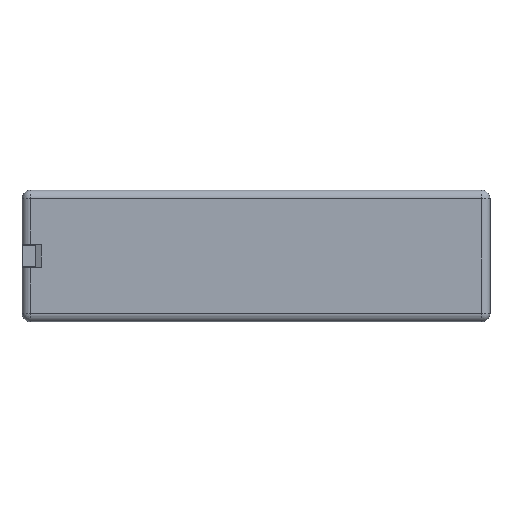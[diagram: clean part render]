
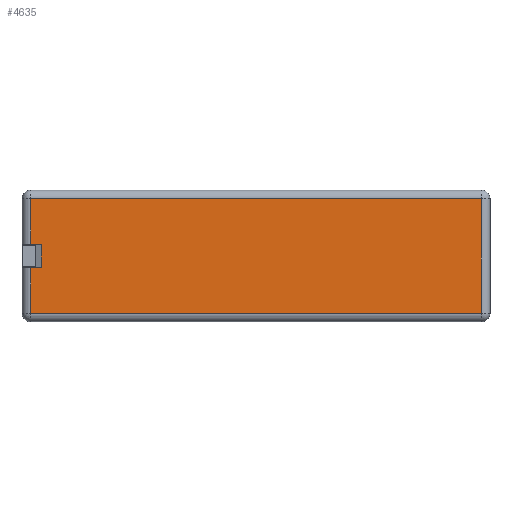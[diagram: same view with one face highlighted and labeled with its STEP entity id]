
A CAD part, top view. The second image highlights one B-rep face of the part: STEP entity #4635.
In plain terms, the highlighted planar face has unit normal (0, 0, 1).
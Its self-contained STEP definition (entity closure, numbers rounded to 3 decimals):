
#307 = PLANE('',#308);
#308 = AXIS2_PLACEMENT_3D('',#309,#310,#311);
#309 = CARTESIAN_POINT('',(-54.5,2.75,0.));
#310 = DIRECTION('',(0.,1.,0.));
#311 = DIRECTION('',(1.,0.,0.));
#335 = PLANE('',#336);
#336 = AXIS2_PLACEMENT_3D('',#337,#338,#339);
#337 = CARTESIAN_POINT('',(-50.,2.75,0.));
#338 = DIRECTION('',(1.,0.,0.));
#339 = DIRECTION('',(0.,-1.,0.));
#363 = PLANE('',#364);
#364 = AXIS2_PLACEMENT_3D('',#365,#366,#367);
#365 = CARTESIAN_POINT('',(-50.,0.,0.));
#366 = DIRECTION('',(1.,0.,0.));
#367 = DIRECTION('',(0.,-1.,0.));
#391 = PLANE('',#392);
#392 = AXIS2_PLACEMENT_3D('',#393,#394,#395);
#393 = CARTESIAN_POINT('',(-50.,-2.75,0.));
#394 = DIRECTION('',(0.,-1.,0.));
#395 = DIRECTION('',(-1.,0.,0.));
#2167 = CYLINDRICAL_SURFACE('',#2168,1.98);
#2168 = AXIS2_PLACEMENT_3D('',#2169,#2170,#2171);
#2169 = CARTESIAN_POINT('',(-52.52,13.37,0.02));
#2170 = DIRECTION('',(1.,0.,0.));
#2171 = DIRECTION('',(0.,1.,0.));
#2241 = CYLINDRICAL_SURFACE('',#2242,1.98);
#2242 = AXIS2_PLACEMENT_3D('',#2243,#2244,#2245);
#2243 = CARTESIAN_POINT('',(-52.52,2.75,0.02));
#2244 = DIRECTION('',(0.,1.,0.));
#2245 = DIRECTION('',(-1.,0.,0.));
#2315 = VERTEX_POINT('',#2316);
#2316 = CARTESIAN_POINT('',(-52.52,2.75,2.));
#2338 = EDGE_CURVE('',#2315,#2339,#2341,.T.);
#2339 = VERTEX_POINT('',#2340);
#2340 = CARTESIAN_POINT('',(-50.,2.75,2.));
#2341 = SURFACE_CURVE('',#2342,(#2346,#2353),.PCURVE_S1.);
#2342 = LINE('',#2343,#2344);
#2343 = CARTESIAN_POINT('',(-54.5,2.75,2.));
#2344 = VECTOR('',#2345,1.);
#2345 = DIRECTION('',(1.,0.,0.));
#2346 = PCURVE('',#307,#2347);
#2347 = DEFINITIONAL_REPRESENTATION('',(#2348),#2352);
#2348 = LINE('',#2349,#2350);
#2349 = CARTESIAN_POINT('',(0.,-2.));
#2350 = VECTOR('',#2351,1.);
#2351 = DIRECTION('',(1.,0.));
#2352 = ( GEOMETRIC_REPRESENTATION_CONTEXT(2) 
PARAMETRIC_REPRESENTATION_CONTEXT() REPRESENTATION_CONTEXT('2D SPACE',''
  ) );
#2353 = PCURVE('',#2354,#2359);
#2354 = PLANE('',#2355);
#2355 = AXIS2_PLACEMENT_3D('',#2356,#2357,#2358);
#2356 = CARTESIAN_POINT('',(-1.564,0.,2.));
#2357 = DIRECTION('',(0.,0.,1.));
#2358 = DIRECTION('',(1.,0.,0.));
#2359 = DEFINITIONAL_REPRESENTATION('',(#2360),#2364);
#2360 = LINE('',#2361,#2362);
#2361 = CARTESIAN_POINT('',(-52.936,2.75));
#2362 = VECTOR('',#2363,1.);
#2363 = DIRECTION('',(1.,0.));
#2364 = ( GEOMETRIC_REPRESENTATION_CONTEXT(2) 
PARAMETRIC_REPRESENTATION_CONTEXT() REPRESENTATION_CONTEXT('2D SPACE',''
  ) );
#2408 = CYLINDRICAL_SURFACE('',#2409,1.98);
#2409 = AXIS2_PLACEMENT_3D('',#2410,#2411,#2412);
#2410 = CARTESIAN_POINT('',(52.52,13.37,0.02));
#2411 = DIRECTION('',(0.,-1.,0.));
#2412 = DIRECTION('',(1.,0.,0.));
#2446 = EDGE_CURVE('',#2339,#2447,#2449,.T.);
#2447 = VERTEX_POINT('',#2448);
#2448 = CARTESIAN_POINT('',(-50.,0.,2.));
#2449 = SURFACE_CURVE('',#2450,(#2454,#2461),.PCURVE_S1.);
#2450 = LINE('',#2451,#2452);
#2451 = CARTESIAN_POINT('',(-50.,2.75,2.));
#2452 = VECTOR('',#2453,1.);
#2453 = DIRECTION('',(0.,-1.,0.));
#2454 = PCURVE('',#335,#2455);
#2455 = DEFINITIONAL_REPRESENTATION('',(#2456),#2460);
#2456 = LINE('',#2457,#2458);
#2457 = CARTESIAN_POINT('',(0.,-2.));
#2458 = VECTOR('',#2459,1.);
#2459 = DIRECTION('',(1.,0.));
#2460 = ( GEOMETRIC_REPRESENTATION_CONTEXT(2) 
PARAMETRIC_REPRESENTATION_CONTEXT() REPRESENTATION_CONTEXT('2D SPACE',''
  ) );
#2461 = PCURVE('',#2354,#2462);
#2462 = DEFINITIONAL_REPRESENTATION('',(#2463),#2467);
#2463 = LINE('',#2464,#2465);
#2464 = CARTESIAN_POINT('',(-48.436,2.75));
#2465 = VECTOR('',#2466,1.);
#2466 = DIRECTION('',(0.,-1.));
#2467 = ( GEOMETRIC_REPRESENTATION_CONTEXT(2) 
PARAMETRIC_REPRESENTATION_CONTEXT() REPRESENTATION_CONTEXT('2D SPACE',''
  ) );
#2550 = EDGE_CURVE('',#2447,#2551,#2553,.T.);
#2551 = VERTEX_POINT('',#2552);
#2552 = CARTESIAN_POINT('',(-50.,-2.75,2.));
#2553 = SURFACE_CURVE('',#2554,(#2558,#2565),.PCURVE_S1.);
#2554 = LINE('',#2555,#2556);
#2555 = CARTESIAN_POINT('',(-50.,0.,2.));
#2556 = VECTOR('',#2557,1.);
#2557 = DIRECTION('',(0.,-1.,0.));
#2558 = PCURVE('',#363,#2559);
#2559 = DEFINITIONAL_REPRESENTATION('',(#2560),#2564);
#2560 = LINE('',#2561,#2562);
#2561 = CARTESIAN_POINT('',(0.,-2.));
#2562 = VECTOR('',#2563,1.);
#2563 = DIRECTION('',(1.,0.));
#2564 = ( GEOMETRIC_REPRESENTATION_CONTEXT(2) 
PARAMETRIC_REPRESENTATION_CONTEXT() REPRESENTATION_CONTEXT('2D SPACE',''
  ) );
#2565 = PCURVE('',#2354,#2566);
#2566 = DEFINITIONAL_REPRESENTATION('',(#2567),#2571);
#2567 = LINE('',#2568,#2569);
#2568 = CARTESIAN_POINT('',(-48.436,0.));
#2569 = VECTOR('',#2570,1.);
#2570 = DIRECTION('',(0.,-1.));
#2571 = ( GEOMETRIC_REPRESENTATION_CONTEXT(2) 
PARAMETRIC_REPRESENTATION_CONTEXT() REPRESENTATION_CONTEXT('2D SPACE',''
  ) );
#2615 = CYLINDRICAL_SURFACE('',#2616,1.98);
#2616 = AXIS2_PLACEMENT_3D('',#2617,#2618,#2619);
#2617 = CARTESIAN_POINT('',(52.52,-13.37,0.02));
#2618 = DIRECTION('',(-1.,0.,0.));
#2619 = DIRECTION('',(0.,-1.,0.));
#2677 = EDGE_CURVE('',#2551,#2678,#2680,.T.);
#2678 = VERTEX_POINT('',#2679);
#2679 = CARTESIAN_POINT('',(-52.52,-2.75,2.));
#2680 = SURFACE_CURVE('',#2681,(#2685,#2692),.PCURVE_S1.);
#2681 = LINE('',#2682,#2683);
#2682 = CARTESIAN_POINT('',(-50.,-2.75,2.));
#2683 = VECTOR('',#2684,1.);
#2684 = DIRECTION('',(-1.,0.,0.));
#2685 = PCURVE('',#391,#2686);
#2686 = DEFINITIONAL_REPRESENTATION('',(#2687),#2691);
#2687 = LINE('',#2688,#2689);
#2688 = CARTESIAN_POINT('',(0.,-2.));
#2689 = VECTOR('',#2690,1.);
#2690 = DIRECTION('',(1.,0.));
#2691 = ( GEOMETRIC_REPRESENTATION_CONTEXT(2) 
PARAMETRIC_REPRESENTATION_CONTEXT() REPRESENTATION_CONTEXT('2D SPACE',''
  ) );
#2692 = PCURVE('',#2354,#2693);
#2693 = DEFINITIONAL_REPRESENTATION('',(#2694),#2698);
#2694 = LINE('',#2695,#2696);
#2695 = CARTESIAN_POINT('',(-48.436,-2.75));
#2696 = VECTOR('',#2697,1.);
#2697 = DIRECTION('',(-1.,0.));
#2698 = ( GEOMETRIC_REPRESENTATION_CONTEXT(2) 
PARAMETRIC_REPRESENTATION_CONTEXT() REPRESENTATION_CONTEXT('2D SPACE',''
  ) );
#2719 = CYLINDRICAL_SURFACE('',#2720,1.98);
#2720 = AXIS2_PLACEMENT_3D('',#2721,#2722,#2723);
#2721 = CARTESIAN_POINT('',(-52.52,-13.37,0.02));
#2722 = DIRECTION('',(0.,1.,0.));
#2723 = DIRECTION('',(-1.,0.,0.));
#4486 = VERTEX_POINT('',#4487);
#4487 = CARTESIAN_POINT('',(-52.52,13.37,2.));
#4536 = EDGE_CURVE('',#4486,#4537,#4539,.T.);
#4537 = VERTEX_POINT('',#4538);
#4538 = CARTESIAN_POINT('',(52.52,13.37,2.));
#4539 = SURFACE_CURVE('',#4540,(#4544,#4551),.PCURVE_S1.);
#4540 = LINE('',#4541,#4542);
#4541 = CARTESIAN_POINT('',(-52.52,13.37,2.));
#4542 = VECTOR('',#4543,1.);
#4543 = DIRECTION('',(1.,0.,0.));
#4544 = PCURVE('',#2167,#4545);
#4545 = DEFINITIONAL_REPRESENTATION('',(#4546),#4550);
#4546 = LINE('',#4547,#4548);
#4547 = CARTESIAN_POINT('',(1.571,0.));
#4548 = VECTOR('',#4549,1.);
#4549 = DIRECTION('',(0.,1.));
#4550 = ( GEOMETRIC_REPRESENTATION_CONTEXT(2) 
PARAMETRIC_REPRESENTATION_CONTEXT() REPRESENTATION_CONTEXT('2D SPACE',''
  ) );
#4551 = PCURVE('',#2354,#4552);
#4552 = DEFINITIONAL_REPRESENTATION('',(#4553),#4557);
#4553 = LINE('',#4554,#4555);
#4554 = CARTESIAN_POINT('',(-50.956,13.37));
#4555 = VECTOR('',#4556,1.);
#4556 = DIRECTION('',(1.,0.));
#4557 = ( GEOMETRIC_REPRESENTATION_CONTEXT(2) 
PARAMETRIC_REPRESENTATION_CONTEXT() REPRESENTATION_CONTEXT('2D SPACE',''
  ) );
#4586 = EDGE_CURVE('',#2315,#4486,#4587,.T.);
#4587 = SURFACE_CURVE('',#4588,(#4592,#4599),.PCURVE_S1.);
#4588 = LINE('',#4589,#4590);
#4589 = CARTESIAN_POINT('',(-52.52,2.75,2.));
#4590 = VECTOR('',#4591,1.);
#4591 = DIRECTION('',(0.,1.,0.));
#4592 = PCURVE('',#2241,#4593);
#4593 = DEFINITIONAL_REPRESENTATION('',(#4594),#4598);
#4594 = LINE('',#4595,#4596);
#4595 = CARTESIAN_POINT('',(1.571,0.));
#4596 = VECTOR('',#4597,1.);
#4597 = DIRECTION('',(0.,1.));
#4598 = ( GEOMETRIC_REPRESENTATION_CONTEXT(2) 
PARAMETRIC_REPRESENTATION_CONTEXT() REPRESENTATION_CONTEXT('2D SPACE',''
  ) );
#4599 = PCURVE('',#2354,#4600);
#4600 = DEFINITIONAL_REPRESENTATION('',(#4601),#4605);
#4601 = LINE('',#4602,#4603);
#4602 = CARTESIAN_POINT('',(-50.956,2.75));
#4603 = VECTOR('',#4604,1.);
#4604 = DIRECTION('',(0.,1.));
#4605 = ( GEOMETRIC_REPRESENTATION_CONTEXT(2) 
PARAMETRIC_REPRESENTATION_CONTEXT() REPRESENTATION_CONTEXT('2D SPACE',''
  ) );
#4635 = ADVANCED_FACE('',(#4636),#2354,.T.);
#4636 = FACE_BOUND('',#4637,.T.);
#4637 = EDGE_LOOP('',(#4638,#4639,#4640,#4641,#4642,#4665,#4688,#4709,
    #4710));
#4638 = ORIENTED_EDGE('',*,*,#2338,.T.);
#4639 = ORIENTED_EDGE('',*,*,#2446,.T.);
#4640 = ORIENTED_EDGE('',*,*,#2550,.T.);
#4641 = ORIENTED_EDGE('',*,*,#2677,.T.);
#4642 = ORIENTED_EDGE('',*,*,#4643,.F.);
#4643 = EDGE_CURVE('',#4644,#2678,#4646,.T.);
#4644 = VERTEX_POINT('',#4645);
#4645 = CARTESIAN_POINT('',(-52.52,-13.37,2.));
#4646 = SURFACE_CURVE('',#4647,(#4651,#4658),.PCURVE_S1.);
#4647 = LINE('',#4648,#4649);
#4648 = CARTESIAN_POINT('',(-52.52,-13.37,2.));
#4649 = VECTOR('',#4650,1.);
#4650 = DIRECTION('',(0.,1.,0.));
#4651 = PCURVE('',#2354,#4652);
#4652 = DEFINITIONAL_REPRESENTATION('',(#4653),#4657);
#4653 = LINE('',#4654,#4655);
#4654 = CARTESIAN_POINT('',(-50.956,-13.37));
#4655 = VECTOR('',#4656,1.);
#4656 = DIRECTION('',(0.,1.));
#4657 = ( GEOMETRIC_REPRESENTATION_CONTEXT(2) 
PARAMETRIC_REPRESENTATION_CONTEXT() REPRESENTATION_CONTEXT('2D SPACE',''
  ) );
#4658 = PCURVE('',#2719,#4659);
#4659 = DEFINITIONAL_REPRESENTATION('',(#4660),#4664);
#4660 = LINE('',#4661,#4662);
#4661 = CARTESIAN_POINT('',(1.571,0.));
#4662 = VECTOR('',#4663,1.);
#4663 = DIRECTION('',(0.,1.));
#4664 = ( GEOMETRIC_REPRESENTATION_CONTEXT(2) 
PARAMETRIC_REPRESENTATION_CONTEXT() REPRESENTATION_CONTEXT('2D SPACE',''
  ) );
#4665 = ORIENTED_EDGE('',*,*,#4666,.F.);
#4666 = EDGE_CURVE('',#4667,#4644,#4669,.T.);
#4667 = VERTEX_POINT('',#4668);
#4668 = CARTESIAN_POINT('',(52.52,-13.37,2.));
#4669 = SURFACE_CURVE('',#4670,(#4674,#4681),.PCURVE_S1.);
#4670 = LINE('',#4671,#4672);
#4671 = CARTESIAN_POINT('',(52.52,-13.37,2.));
#4672 = VECTOR('',#4673,1.);
#4673 = DIRECTION('',(-1.,0.,0.));
#4674 = PCURVE('',#2354,#4675);
#4675 = DEFINITIONAL_REPRESENTATION('',(#4676),#4680);
#4676 = LINE('',#4677,#4678);
#4677 = CARTESIAN_POINT('',(54.084,-13.37));
#4678 = VECTOR('',#4679,1.);
#4679 = DIRECTION('',(-1.,0.));
#4680 = ( GEOMETRIC_REPRESENTATION_CONTEXT(2) 
PARAMETRIC_REPRESENTATION_CONTEXT() REPRESENTATION_CONTEXT('2D SPACE',''
  ) );
#4681 = PCURVE('',#2615,#4682);
#4682 = DEFINITIONAL_REPRESENTATION('',(#4683),#4687);
#4683 = LINE('',#4684,#4685);
#4684 = CARTESIAN_POINT('',(1.571,0.));
#4685 = VECTOR('',#4686,1.);
#4686 = DIRECTION('',(0.,1.));
#4687 = ( GEOMETRIC_REPRESENTATION_CONTEXT(2) 
PARAMETRIC_REPRESENTATION_CONTEXT() REPRESENTATION_CONTEXT('2D SPACE',''
  ) );
#4688 = ORIENTED_EDGE('',*,*,#4689,.F.);
#4689 = EDGE_CURVE('',#4537,#4667,#4690,.T.);
#4690 = SURFACE_CURVE('',#4691,(#4695,#4702),.PCURVE_S1.);
#4691 = LINE('',#4692,#4693);
#4692 = CARTESIAN_POINT('',(52.52,13.37,2.));
#4693 = VECTOR('',#4694,1.);
#4694 = DIRECTION('',(0.,-1.,0.));
#4695 = PCURVE('',#2354,#4696);
#4696 = DEFINITIONAL_REPRESENTATION('',(#4697),#4701);
#4697 = LINE('',#4698,#4699);
#4698 = CARTESIAN_POINT('',(54.084,13.37));
#4699 = VECTOR('',#4700,1.);
#4700 = DIRECTION('',(0.,-1.));
#4701 = ( GEOMETRIC_REPRESENTATION_CONTEXT(2) 
PARAMETRIC_REPRESENTATION_CONTEXT() REPRESENTATION_CONTEXT('2D SPACE',''
  ) );
#4702 = PCURVE('',#2408,#4703);
#4703 = DEFINITIONAL_REPRESENTATION('',(#4704),#4708);
#4704 = LINE('',#4705,#4706);
#4705 = CARTESIAN_POINT('',(1.571,0.));
#4706 = VECTOR('',#4707,1.);
#4707 = DIRECTION('',(0.,1.));
#4708 = ( GEOMETRIC_REPRESENTATION_CONTEXT(2) 
PARAMETRIC_REPRESENTATION_CONTEXT() REPRESENTATION_CONTEXT('2D SPACE',''
  ) );
#4709 = ORIENTED_EDGE('',*,*,#4536,.F.);
#4710 = ORIENTED_EDGE('',*,*,#4586,.F.);
